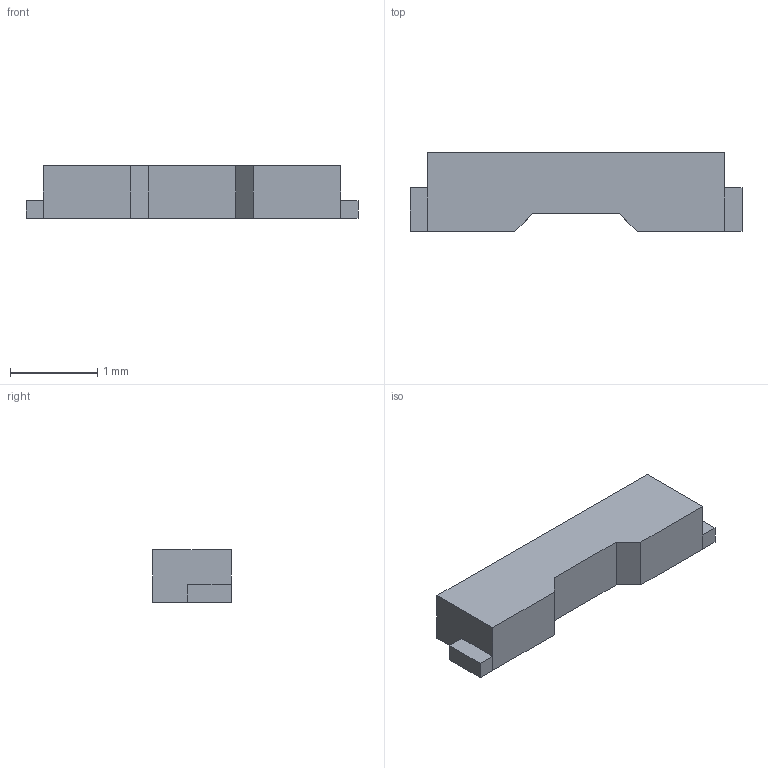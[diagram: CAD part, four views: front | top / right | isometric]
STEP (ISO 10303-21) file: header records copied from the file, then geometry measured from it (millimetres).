
FILE_DESCRIPTION(/* description */ (''),/* implementation_level */ '2;1');
FILE_NAME(/* name */ '2023-12-17 LED v1.step',/* time_stamp */ '2023-12-17T17:49:31+02:00',/* author */ (''),/* organization */ (''),/* preprocessor_version */ 'ST-DEVELOPER v20',/* originating_system */ 'Autodesk Translation Framework v12.14.0.127',/* authorisation */ '');
FILE_SCHEMA (('AUTOMOTIVE_DESIGN { 1 0 10303 214 3 1 1 }'));
Length unit declared in the file: millimetre
Products named in the file (1): 2023-12-17 LED
Bounding box: 3.8 x 0.9 x 0.6 mm (x, y, z)
Volume: 1.7 mm3; surface area: 21.6 mm2
Topology: 4 solids, 4 shells, 33 faces, 72 edges, 48 vertices
Faces by surface type: plane 33
Entity records: 930 total; most frequent: CARTESIAN_POINT 154, ORIENTED_EDGE 144, DIRECTION 140, LINE 72, VECTOR 72, EDGE_CURVE 72, VERTEX_POINT 48, EDGE_LOOP 34
